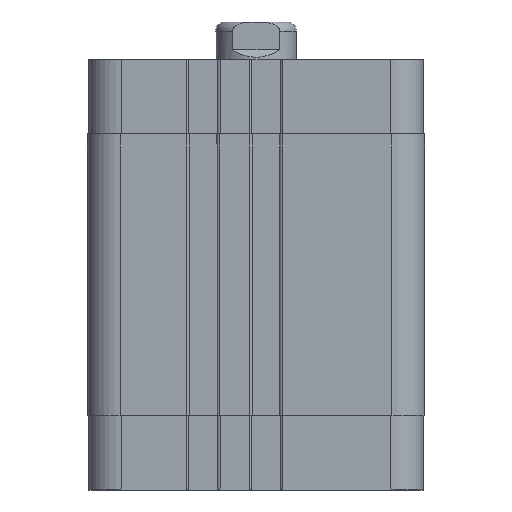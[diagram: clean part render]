
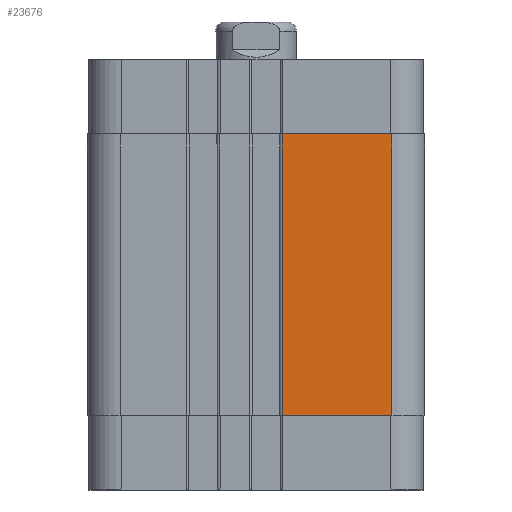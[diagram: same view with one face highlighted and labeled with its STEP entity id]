
A CAD part, left-side view. The second image highlights one B-rep face of the part: STEP entity #23676.
In plain terms, the highlighted planar face has unit normal (-1, 0, 0).
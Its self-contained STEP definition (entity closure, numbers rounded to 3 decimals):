
#1146=PLANE($,#24744);
#2387=FACE_OUTER_BOUND($,#3781,.T.);
#3781=EDGE_LOOP($,(#21377,#21378,#21379,#21380));
#5340=LINE($,#45869,#7166);
#5556=LINE($,#46509,#7382);
#5605=LINE($,#46631,#7431);
#5606=LINE($,#46633,#7432);
#7166=VECTOR($,#27731,2.175);
#7382=VECTOR($,#28383,2.175);
#7431=VECTOR($,#28526,5.6);
#7432=VECTOR($,#28529,5.6);
#10930=VERTEX_POINT($,#45866);
#10931=VERTEX_POINT($,#45868);
#11136=VERTEX_POINT($,#46506);
#11137=VERTEX_POINT($,#46508);
#14237=EDGE_CURVE($,#10931,#10930,#5340,.T.);
#14557=EDGE_CURVE($,#11137,#11136,#5556,.T.);
#14619=EDGE_CURVE($,#10931,#11136,#5605,.T.);
#14620=EDGE_CURVE($,#10930,#11137,#5606,.T.);
#21377=ORIENTED_EDGE($,*,*,#14237,.T.);
#21378=ORIENTED_EDGE($,*,*,#14620,.T.);
#21379=ORIENTED_EDGE($,*,*,#14557,.T.);
#21380=ORIENTED_EDGE($,*,*,#14619,.F.);
#23676=ADVANCED_FACE($,(#2387),#1146,.T.);
#24744=AXIS2_PLACEMENT_3D($,#46632,#28527,#28528);
#27731=DIRECTION($,(0.,1.,0.));
#28383=DIRECTION($,(0.,-1.,0.));
#28526=DIRECTION($,(0.,0.,-1.));
#28527=DIRECTION('center_axis',(-1.,0.,0.));
#28528=DIRECTION('ref_axis',(0.,-1.,0.));
#28529=DIRECTION($,(0.,0.,-1.));
#45866=CARTESIAN_POINT('',(-3.35,-0.525,7.075));
#45868=CARTESIAN_POINT('',(-3.35,-2.7,7.075));
#45869=CARTESIAN_POINT($,(-3.35,-2.7,7.075));
#46506=CARTESIAN_POINT('',(-3.35,-2.7,1.475));
#46508=CARTESIAN_POINT('',(-3.35,-0.525,1.475));
#46509=CARTESIAN_POINT($,(-3.35,-0.525,1.475));
#46631=CARTESIAN_POINT($,(-3.35,-2.7,7.075));
#46632=CARTESIAN_POINT('Origin',(-3.35,-2.7,22.275));
#46633=CARTESIAN_POINT($,(-3.35,-0.525,7.075));
